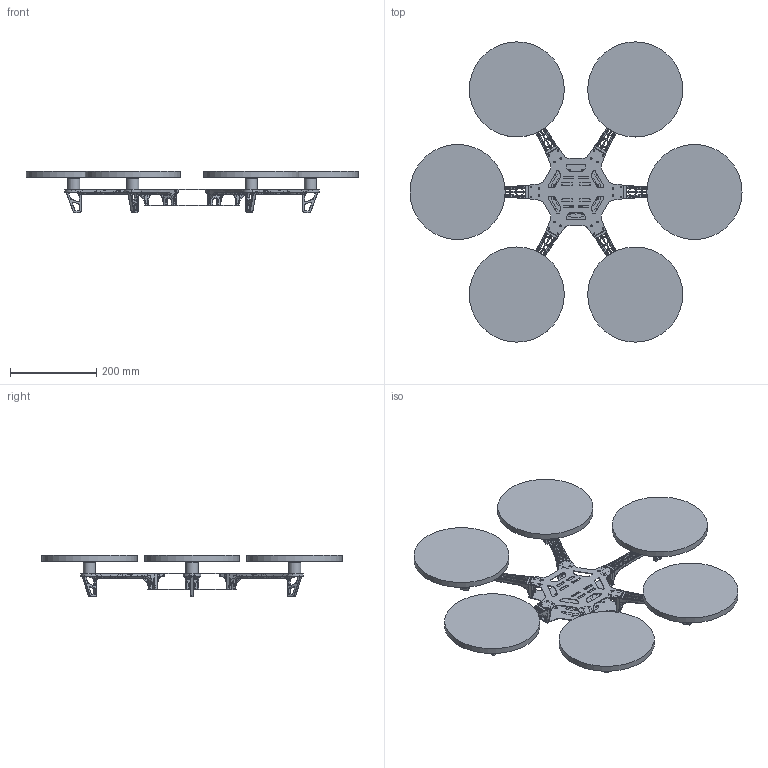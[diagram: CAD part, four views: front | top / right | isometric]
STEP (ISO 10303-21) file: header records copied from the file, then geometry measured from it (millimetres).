
FILE_DESCRIPTION(/* description */ (''),/* implementation_level */ '2;1');
FILE_NAME(/* name */ 'F550 Frame v15.step',/* time_stamp */ '2019-04-19T22:17:08-07:00',/* author */ ('Automata-Development'),/* organization */ (''),/* preprocessor_version */ 'ST-DEVELOPER v18',/* originating_system */ 'Autodesk Translation Framework v8.2.0.1029',/* authorisation */ '');
FILE_SCHEMA (('AUTOMOTIVE_DESIGN { 1 0 10303 214 3 1 1 }'));
Length unit declared in the file: millimetre
Products named in the file (13): F550 Frame; F550 Top Plate; E310; F450 Arm; E310_1; E310_2; E310_3; E310_4; E310_5; e310_motor; e310_prop; F550 Bottom Plate; F550 Bottom Plate Type 2
Assembly tree (27 placements, depth 3):
  F550 Frame
    F450 Arm  x6
    F550 Top Plate
    E310
      e310_motor
      e310_prop
    E310_1
      e310_motor
      e310_prop
    E310_2
      e310_motor
      e310_prop
    E310_3
      e310_motor
      e310_prop
    E310_4
      e310_motor
      e310_prop
    E310_5
      e310_motor
      e310_prop
    F550 Bottom Plate
    F550 Bottom Plate Type 2
Bounding box: 771.21 x 697.52 x 96.05 mm (x, y, z)
Volume: 3669861 mm3; surface area: 862913.3 mm2
Topology: 21 solids, 21 shells, 4908 faces, 12732 edges, 7476 vertices
Faces by surface type: cylinder 1832, plane 1534, bspline 678, cone 618, torus 246
Full cylindrical faces by diameter (mm): 2.5 x36, 3.1 x24, 3.5 x48, 10 x6, 28.372 x6, 220.98 x6
Entity records: 45245 total; most frequent: CARTESIAN_POINT 15566, ORIENTED_EDGE 6188, DIRECTION 6135, EDGE_CURVE 3094, AXIS2_PLACEMENT_3D 2249, VERTEX_POINT 1925, LINE 1637, VECTOR 1637
